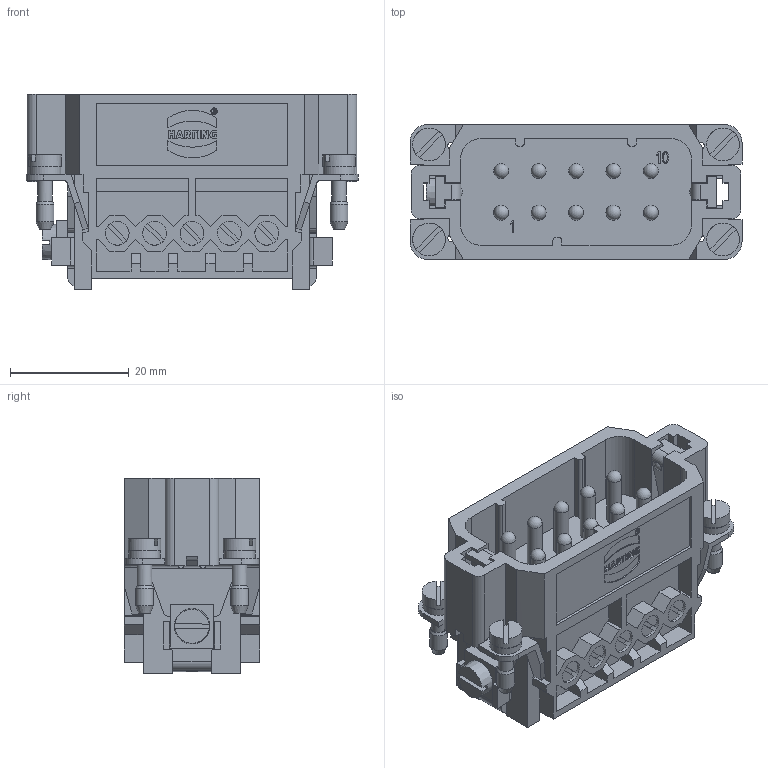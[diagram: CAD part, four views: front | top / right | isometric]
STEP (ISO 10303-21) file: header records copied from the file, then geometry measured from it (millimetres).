
FILE_DESCRIPTION(/* description */ (''),/* implementation_level */ '2;1');
FILE_NAME(/* name */ '100197567ugm000_c.stp',/* time_stamp */ '2019-09-02T08:13:41+02:00',/* author */ (''),/* organization */ (''),/* preprocessor_version */ 'ST-DEVELOPER v16.7',/* originating_system */ 'SIEMENS PLM Software NX 12.0',/* authorisation */ '');
FILE_SCHEMA (('AUTOMOTIVE_DESIGN { 1 0 10303 214 3 1 1 1 }'));
Length unit declared in the file: millimetre
Products named in the file (1): 100197567ugm000_c
Bounding box: 55.9 x 22.8 x 32.9 mm (x, y, z)
Volume: 18142.6 mm3; surface area: 14365.6 mm2
Topology: 1 solids, 1 shells, 1058 faces, 2905 edges, 1903 vertices
Faces by surface type: plane 754, cylinder 165, extrusion 62, cone 49, bspline 14, sphere 14
Full cylindrical faces by diameter (mm): 0.4 x2, 0.911 x1, 1.077 x1, 1.95 x2, 2 x2, 2.5 x14, 3 x5, 3.2 x10, 4.02 x10, 5.314 x4, 5.5 x4
Entity records: 37781 total; most frequent: CARTESIAN_POINT 7881, ORIENTED_EDGE 5444, DIRECTION 4876, EDGE_CURVE 2722, VECTOR 2070, LINE 2008, VERTEX_POINT 1856, AXIS2_PLACEMENT_3D 1403
